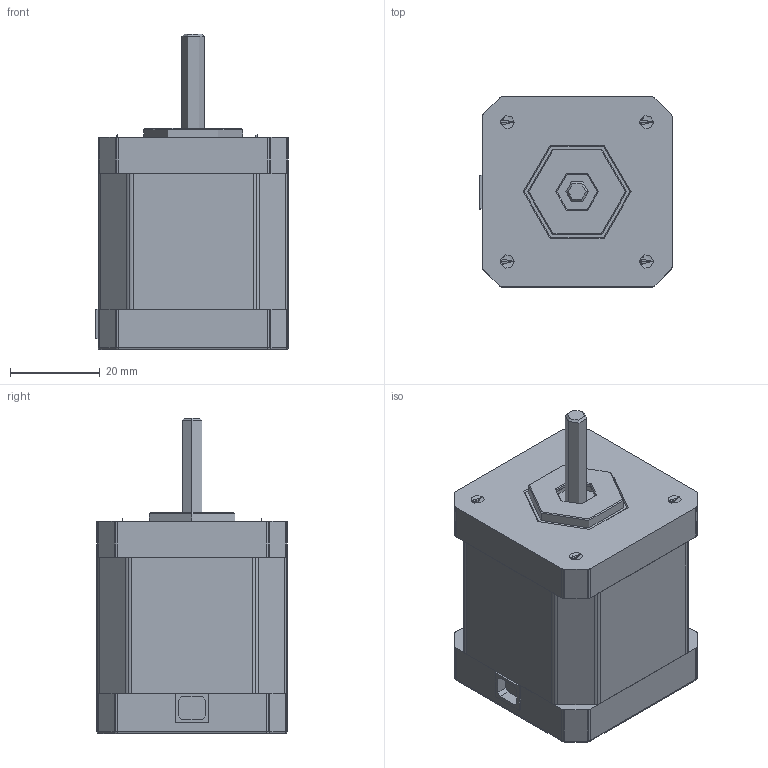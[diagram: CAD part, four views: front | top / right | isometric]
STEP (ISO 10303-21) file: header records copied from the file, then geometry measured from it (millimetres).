
FILE_DESCRIPTION(('STEP AP214'),'1');
FILE_NAME('tmp0.step','2015-07-13T22:48:54',(' '),(' '),'Spatial InterOp 3D',' ',' ');
FILE_SCHEMA(('automotive_design'));
Length unit declared in the file: millimetre
Products named in the file (7): 1; 2; 3; 4; 5; 6; 7
Bounding box: 42.8 x 42.3 x 70.3 mm (x, y, z)
Volume: 66560.7 mm3
Topology: 6 solids, 147 shells, 559 faces, 1128 edges, 736 vertices
Faces by surface type: cylinder 360, plane 139, cone 28, torus 24, bspline 8
Full cylindrical faces by diameter (mm): 2.5 x132
Entity records: 172688 total; most frequent: CARTESIAN_POINT 155318, ORIENTED_EDGE 2960, DIRECTION 2336, EDGE_CURVE 1480, VERTEX_POINT 952, AXIS2_PLACEMENT_3D 842, LINE 652, VECTOR 652
